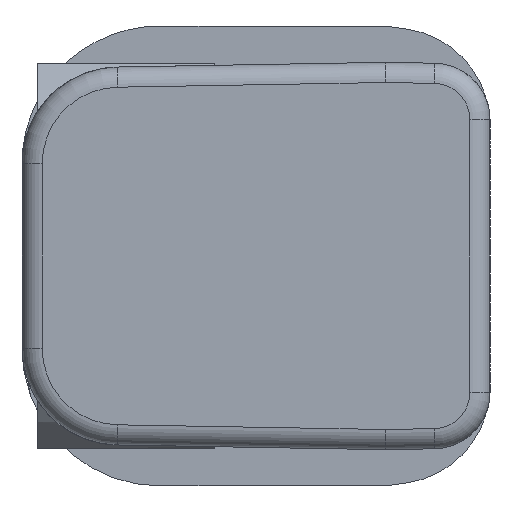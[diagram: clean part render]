
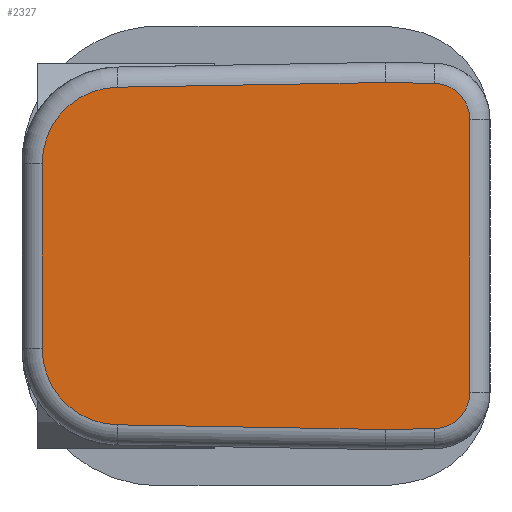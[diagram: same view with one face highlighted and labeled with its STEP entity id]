
A CAD part, left-side view. The second image highlights one B-rep face of the part: STEP entity #2327.
In plain terms, the highlighted planar face has unit normal (-1, 0, 0).
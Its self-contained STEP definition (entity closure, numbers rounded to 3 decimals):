
#145=PLANE('',#2478);
#225=VECTOR('',#2681,1.);
#227=VECTOR('',#2696,1.);
#230=VECTOR('',#2710,1.);
#232=VECTOR('',#2716,1.);
#234=VECTOR('',#2729,1.);
#235=VECTOR('',#2739,1.);
#450=LINE('',#3307,#225);
#452=LINE('',#3322,#227);
#455=LINE('',#3335,#230);
#457=LINE('',#3341,#232);
#459=LINE('',#3353,#234);
#460=LINE('',#3361,#235);
#676=VERTEX_POINT('',#3306);
#677=VERTEX_POINT('',#3308);
#680=VERTEX_POINT('',#3315);
#682=VERTEX_POINT('',#3321);
#684=VERTEX_POINT('',#3327);
#686=VERTEX_POINT('',#3334);
#687=VERTEX_POINT('',#3338);
#689=VERTEX_POINT('',#3344);
#691=VERTEX_POINT('',#3350);
#693=VERTEX_POINT('',#3356);
#901=CIRCLE('',#2446,0.95);
#905=CIRCLE('',#2452,0.95);
#910=CIRCLE('',#2461,0.45);
#914=CIRCLE('',#2467,0.45);
#1005=EDGE_CURVE('',#676,#677,#450,.T.);
#1009=EDGE_CURVE('',#680,#676,#901,.T.);
#1012=EDGE_CURVE('',#682,#680,#452,.T.);
#1015=EDGE_CURVE('',#684,#682,#905,.T.);
#1019=EDGE_CURVE('',#686,#684,#455,.T.);
#1022=EDGE_CURVE('',#677,#687,#457,.T.);
#1025=EDGE_CURVE('',#687,#689,#910,.T.);
#1028=EDGE_CURVE('',#689,#691,#459,.T.);
#1031=EDGE_CURVE('',#691,#693,#914,.T.);
#1032=EDGE_CURVE('',#693,#686,#460,.T.);
#1414=ORIENTED_EDGE('',*,*,#1005,.F.);
#1415=ORIENTED_EDGE('',*,*,#1009,.F.);
#1416=ORIENTED_EDGE('',*,*,#1012,.F.);
#1417=ORIENTED_EDGE('',*,*,#1015,.F.);
#1418=ORIENTED_EDGE('',*,*,#1019,.F.);
#1419=ORIENTED_EDGE('',*,*,#1032,.F.);
#1420=ORIENTED_EDGE('',*,*,#1031,.F.);
#1421=ORIENTED_EDGE('',*,*,#1028,.F.);
#1422=ORIENTED_EDGE('',*,*,#1025,.F.);
#1423=ORIENTED_EDGE('',*,*,#1022,.F.);
#2063=EDGE_LOOP('',(#1414,#1415,#1416,#1417,#1418,#1419,#1420,#1421,#1422,
#1423));
#2195=FACE_BOUND('',#2063,.T.);
#2327=ADVANCED_FACE('',(#2195),#145,.F.);
#2446=AXIS2_PLACEMENT_3D('',#3316,#2688,#2689);
#2452=AXIS2_PLACEMENT_3D('',#3328,#2701,#2702);
#2461=AXIS2_PLACEMENT_3D('',#3347,#2722,#2723);
#2467=AXIS2_PLACEMENT_3D('',#3359,#2735,#2736);
#2478=AXIS2_PLACEMENT_3D('',#3389,#2765,$);
#2681=DIRECTION('',(0.,-1.,0.017));
#2688=DIRECTION('',(1.,0.,0.));
#2689=DIRECTION('',(0.,0.678,0.666));
#2696=DIRECTION('',(0.,0.,1.));
#2701=DIRECTION('',(1.,0.,0.));
#2702=DIRECTION('',(0.,0.678,-0.666));
#2710=DIRECTION('',(0.,1.,0.017));
#2716=DIRECTION('',(0.,-1.,-0.017));
#2722=DIRECTION('',(1.,0.,0.));
#2723=DIRECTION('',(0.,-0.321,0.315));
#2729=DIRECTION('',(0.,0.,-1.));
#2735=DIRECTION('',(1.,0.,0.));
#2736=DIRECTION('',(0.,-0.321,-0.315));
#2739=DIRECTION('',(0.,1.,-0.017));
#2765=DIRECTION('',(1.,0.,0.));
#3306=CARTESIAN_POINT('',(0.,4.617,2.092));
#3307=CARTESIAN_POINT('',(0.,2.662,2.126));
#3308=CARTESIAN_POINT('',(0.,1.3,2.15));
#3315=CARTESIAN_POINT('',(0.,5.55,1.142));
#3316=CARTESIAN_POINT('',(0.,4.6,1.142));
#3321=CARTESIAN_POINT('',(0.,5.55,-1.142));
#3322=CARTESIAN_POINT('',(0.,5.55,0.274));
#3327=CARTESIAN_POINT('',(0.,4.617,-2.092));
#3328=CARTESIAN_POINT('',(0.,4.6,-1.142));
#3334=CARTESIAN_POINT('',(0.,1.3,-2.15));
#3335=CARTESIAN_POINT('',(0.,1.031,-2.155));
#3338=CARTESIAN_POINT('',(0.,0.692,2.139));
#3341=CARTESIAN_POINT('',(0.,0.998,2.145));
#3344=CARTESIAN_POINT('',(0.,0.25,1.689));
#3347=CARTESIAN_POINT('',(0.,0.7,1.689));
#3350=CARTESIAN_POINT('',(0.,0.25,-1.689));
#3353=CARTESIAN_POINT('',(0.,0.25,1.689));
#3356=CARTESIAN_POINT('',(0.,0.692,-2.139));
#3359=CARTESIAN_POINT('',(0.,0.7,-1.689));
#3361=CARTESIAN_POINT('',(0.,0.663,-2.139));
#3389=CARTESIAN_POINT('',(0.,0.7,1.689));
